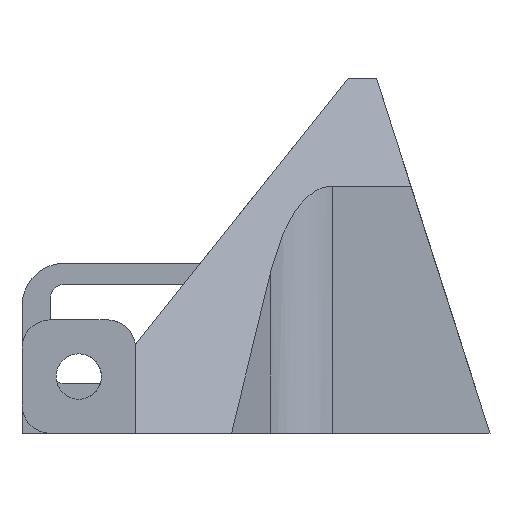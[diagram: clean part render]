
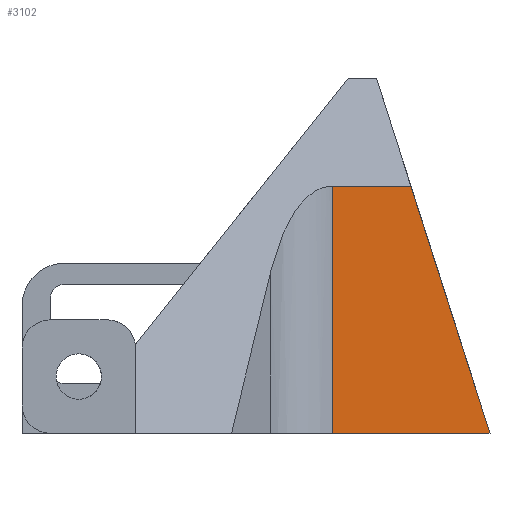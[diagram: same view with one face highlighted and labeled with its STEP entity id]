
A CAD part, left-side view. The second image highlights one B-rep face of the part: STEP entity #3102.
In plain terms, the highlighted planar face has unit normal (-1, 0, 0).
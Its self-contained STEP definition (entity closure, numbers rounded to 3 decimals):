
#84 = PLANE('',#85);
#85 = AXIS2_PLACEMENT_3D('',#86,#87,#88);
#86 = CARTESIAN_POINT('',(22.208,17.025,
    0.));
#87 = DIRECTION('',(0.,0.,1.));
#88 = DIRECTION('',(0.,1.,0.));
#833 = VERTEX_POINT('',#834);
#834 = CARTESIAN_POINT('',(7.321,0.,
    0.));
#848 = PLANE('',#849);
#849 = AXIS2_PLACEMENT_3D('',#850,#851,#852);
#850 = CARTESIAN_POINT('',(0.,0.,0.));
#851 = DIRECTION('',(0.,-0.952,0.305));
#852 = DIRECTION('',(0.,0.305,0.952));
#860 = EDGE_CURVE('',#833,#861,#863,.T.);
#861 = VERTEX_POINT('',#862);
#862 = CARTESIAN_POINT('',(7.321,11.113,
    0.));
#863 = SURFACE_CURVE('',#864,(#868,#875),.PCURVE_S1.);
#864 = LINE('',#865,#866);
#865 = CARTESIAN_POINT('',(7.321,4.75,0.));
#866 = VECTOR('',#867,1.);
#867 = DIRECTION('',(0.,1.,0.));
#868 = PCURVE('',#84,#869);
#869 = DEFINITIONAL_REPRESENTATION('',(#870),#874);
#870 = LINE('',#871,#872);
#871 = CARTESIAN_POINT('',(-12.275,14.888));
#872 = VECTOR('',#873,1.);
#873 = DIRECTION('',(1.,0.));
#874 = ( GEOMETRIC_REPRESENTATION_CONTEXT(2) 
PARAMETRIC_REPRESENTATION_CONTEXT() REPRESENTATION_CONTEXT('2D SPACE',''
  ) );
#875 = PCURVE('',#876,#881);
#876 = PLANE('',#877);
#877 = AXIS2_PLACEMENT_3D('',#878,#879,#880);
#878 = CARTESIAN_POINT('',(7.321,-6.,-1.));
#879 = DIRECTION('',(-1.,0.,0.));
#880 = DIRECTION('',(0.,1.,0.));
#881 = DEFINITIONAL_REPRESENTATION('',(#882),#885);
#882 = B_SPLINE_CURVE_WITH_KNOTS('',1,(#883,#884),.UNSPECIFIED.,.F.,.F.,
  (2,2),(-7.85,7.786),.PIECEWISE_BEZIER_KNOTS.);
#883 = CARTESIAN_POINT('',(2.9,-1.));
#884 = CARTESIAN_POINT('',(18.536,-1.));
#885 = ( GEOMETRIC_REPRESENTATION_CONTEXT(2) 
PARAMETRIC_REPRESENTATION_CONTEXT() REPRESENTATION_CONTEXT('2D SPACE',''
  ) );
#904 = CYLINDRICAL_SURFACE('',#905,5.);
#905 = AXIS2_PLACEMENT_3D('',#906,#907,#908);
#906 = CARTESIAN_POINT('',(2.321,11.113,-1.));
#907 = DIRECTION('',(0.,0.,1.));
#908 = DIRECTION('',(0.5,0.866,0.));
#959 = PLANE('',#960);
#960 = AXIS2_PLACEMENT_3D('',#961,#962,#963);
#961 = CARTESIAN_POINT('',(0.,30.,0.));
#962 = DIRECTION('',(0.922,0.,-0.387)
  );
#963 = DIRECTION('',(0.387,0.,0.922));
#2829 = VERTEX_POINT('',#2830);
#2830 = CARTESIAN_POINT('',(7.321,5.578,17.43
    ));
#2853 = EDGE_CURVE('',#2829,#833,#2854,.T.);
#2854 = SURFACE_CURVE('',#2855,(#2859,#2865),.PCURVE_S1.);
#2855 = LINE('',#2856,#2857);
#2856 = CARTESIAN_POINT('',(7.321,-0.424,
    -1.324));
#2857 = VECTOR('',#2858,1.);
#2858 = DIRECTION('',(0.,-0.305,
    -0.952));
#2859 = PCURVE('',#848,#2860);
#2860 = DEFINITIONAL_REPRESENTATION('',(#2861),#2864);
#2861 = B_SPLINE_CURVE_WITH_KNOTS('',1,(#2862,#2863),.UNSPECIFIED.,.F.,
  .F.,(2,2),(-30.264,1.234),.PIECEWISE_BEZIER_KNOTS.);
#2862 = CARTESIAN_POINT('',(28.874,-7.321));
#2863 = CARTESIAN_POINT('',(-2.625,-7.321));
#2864 = ( GEOMETRIC_REPRESENTATION_CONTEXT(2) 
PARAMETRIC_REPRESENTATION_CONTEXT() REPRESENTATION_CONTEXT('2D SPACE',''
  ) );
#2865 = PCURVE('',#876,#2866);
#2866 = DEFINITIONAL_REPRESENTATION('',(#2867),#2870);
#2867 = B_SPLINE_CURVE_WITH_KNOTS('',1,(#2868,#2869),.UNSPECIFIED.,.F.,
  .F.,(2,2),(-30.264,1.234),.PIECEWISE_BEZIER_KNOTS.);
#2868 = CARTESIAN_POINT('',(14.8,-28.5));
#2869 = CARTESIAN_POINT('',(5.2,1.5));
#2870 = ( GEOMETRIC_REPRESENTATION_CONTEXT(2) 
PARAMETRIC_REPRESENTATION_CONTEXT() REPRESENTATION_CONTEXT('2D SPACE',''
  ) );
#3102 = ADVANCED_FACE('',(#3103),#876,.T.);
#3103 = FACE_BOUND('',#3104,.T.);
#3104 = EDGE_LOOP('',(#3105,#3128,#3129,#3130));
#3105 = ORIENTED_EDGE('',*,*,#3106,.F.);
#3106 = EDGE_CURVE('',#861,#3107,#3109,.T.);
#3107 = VERTEX_POINT('',#3108);
#3108 = CARTESIAN_POINT('',(7.321,11.113,
    17.43));
#3109 = SURFACE_CURVE('',#3110,(#3114,#3121),.PCURVE_S1.);
#3110 = LINE('',#3111,#3112);
#3111 = CARTESIAN_POINT('',(7.321,11.113,-1.));
#3112 = VECTOR('',#3113,1.);
#3113 = DIRECTION('',(0.,0.,1.));
#3114 = PCURVE('',#876,#3115);
#3115 = DEFINITIONAL_REPRESENTATION('',(#3116),#3120);
#3116 = LINE('',#3117,#3118);
#3117 = CARTESIAN_POINT('',(17.113,0.));
#3118 = VECTOR('',#3119,1.);
#3119 = DIRECTION('',(0.,-1.));
#3120 = ( GEOMETRIC_REPRESENTATION_CONTEXT(2) 
PARAMETRIC_REPRESENTATION_CONTEXT() REPRESENTATION_CONTEXT('2D SPACE',''
  ) );
#3121 = PCURVE('',#904,#3122);
#3122 = DEFINITIONAL_REPRESENTATION('',(#3123),#3127);
#3123 = LINE('',#3124,#3125);
#3124 = CARTESIAN_POINT('',(-1.047,0.));
#3125 = VECTOR('',#3126,1.);
#3126 = DIRECTION('',(-0.,1.));
#3127 = ( GEOMETRIC_REPRESENTATION_CONTEXT(2) 
PARAMETRIC_REPRESENTATION_CONTEXT() REPRESENTATION_CONTEXT('2D SPACE',''
  ) );
#3128 = ORIENTED_EDGE('',*,*,#860,.F.);
#3129 = ORIENTED_EDGE('',*,*,#2853,.F.);
#3130 = ORIENTED_EDGE('',*,*,#3131,.T.);
#3131 = EDGE_CURVE('',#2829,#3107,#3132,.T.);
#3132 = SURFACE_CURVE('',#3133,(#3137,#3143),.PCURVE_S1.);
#3133 = LINE('',#3134,#3135);
#3134 = CARTESIAN_POINT('',(7.321,12.,17.43));
#3135 = VECTOR('',#3136,1.);
#3136 = DIRECTION('',(0.,1.,0.));
#3137 = PCURVE('',#876,#3138);
#3138 = DEFINITIONAL_REPRESENTATION('',(#3139),#3142);
#3139 = B_SPLINE_CURVE_WITH_KNOTS('',1,(#3140,#3141),.UNSPECIFIED.,.F.,
  .F.,(2,2),(-14.501,0.536),.PIECEWISE_BEZIER_KNOTS.);
#3140 = CARTESIAN_POINT('',(3.499,-18.43));
#3141 = CARTESIAN_POINT('',(18.536,-18.43));
#3142 = ( GEOMETRIC_REPRESENTATION_CONTEXT(2) 
PARAMETRIC_REPRESENTATION_CONTEXT() REPRESENTATION_CONTEXT('2D SPACE',''
  ) );
#3143 = PCURVE('',#959,#3144);
#3144 = DEFINITIONAL_REPRESENTATION('',(#3145),#3148);
#3145 = B_SPLINE_CURVE_WITH_KNOTS('',1,(#3146,#3147),.UNSPECIFIED.,.F.,
  .F.,(2,2),(-14.501,0.536),.PIECEWISE_BEZIER_KNOTS.);
#3146 = CARTESIAN_POINT('',(18.905,32.501));
#3147 = CARTESIAN_POINT('',(18.905,17.464));
#3148 = ( GEOMETRIC_REPRESENTATION_CONTEXT(2) 
PARAMETRIC_REPRESENTATION_CONTEXT() REPRESENTATION_CONTEXT('2D SPACE',''
  ) );
